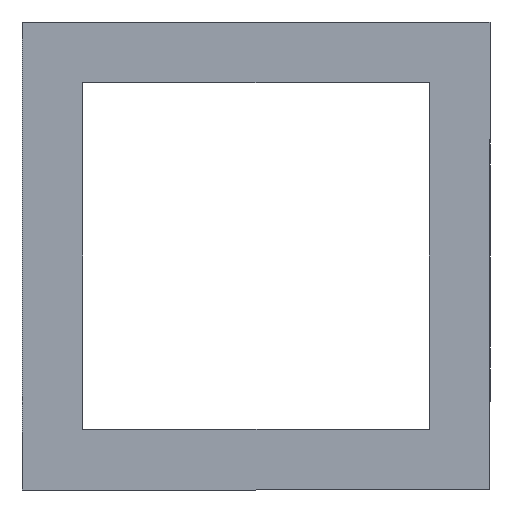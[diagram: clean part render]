
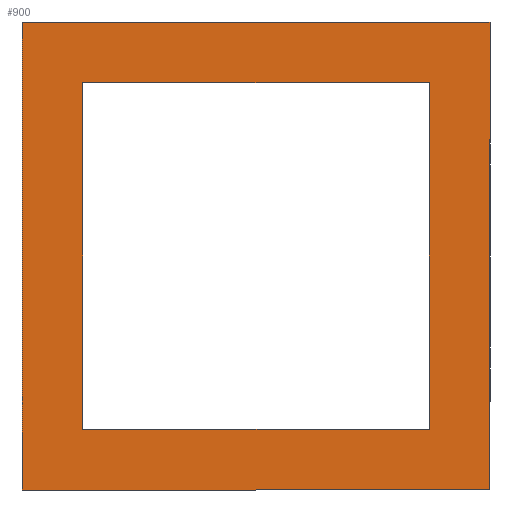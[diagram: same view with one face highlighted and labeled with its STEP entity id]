
A CAD part, front view. The second image highlights one B-rep face of the part: STEP entity #900.
In plain terms, the highlighted planar face has unit normal (0, -1, 0).
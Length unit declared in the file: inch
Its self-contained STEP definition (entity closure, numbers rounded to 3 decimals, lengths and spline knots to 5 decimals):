
#15 = VERTEX_POINT ( 'NONE', #443 ) ;
#17 = VERTEX_POINT ( 'NONE', #540 ) ;
#45 = DIRECTION ( 'NONE',  ( 1., 0., 0. ) ) ;
#139 = LINE ( 'NONE', #1081, #624 ) ;
#152 = CARTESIAN_POINT ( 'NONE',  ( 0.435, 0., 0.065 ) ) ;
#171 = LINE ( 'NONE', #257, #1550 ) ;
#174 = VECTOR ( 'NONE', #1209, 39.37008 ) ;
#220 = DIRECTION ( 'NONE',  ( 0., -1., 0. ) ) ;
#247 = PLANE ( 'NONE',  #1413 ) ;
#257 = CARTESIAN_POINT ( 'NONE',  ( 0.065, 0., 0.065 ) ) ;
#331 = DIRECTION ( 'NONE',  ( 0., 0., 1. ) ) ;
#374 = DIRECTION ( 'NONE',  ( 1., 0., 0. ) ) ;
#376 = DIRECTION ( 'NONE',  ( 0., 0., 1. ) ) ;
#390 = CARTESIAN_POINT ( 'NONE',  ( 0., 0., 0. ) ) ;
#400 = CARTESIAN_POINT ( 'NONE',  ( 0.065, 0., 0.435 ) ) ;
#411 = EDGE_LOOP ( 'NONE', ( #508, #1336, #1108, #642 ) ) ;
#443 = CARTESIAN_POINT ( 'NONE',  ( 0.5, 0., 0.5 ) ) ;
#467 = VECTOR ( 'NONE', #972, 39.37008 ) ;
#475 = VECTOR ( 'NONE', #1010, 39.37008 ) ;
#492 = VERTEX_POINT ( 'NONE', #682 ) ;
#508 = ORIENTED_EDGE ( 'NONE', *, *, #603, .T. ) ;
#535 = VERTEX_POINT ( 'NONE', #1015 ) ;
#540 = CARTESIAN_POINT ( 'NONE',  ( 0.065, 0., 0.435 ) ) ;
#603 = EDGE_CURVE ( 'NONE', #535, #686, #1467, .T. ) ;
#617 = ORIENTED_EDGE ( 'NONE', *, *, #1204, .T. ) ;
#624 = VECTOR ( 'NONE', #725, 39.37008 ) ;
#631 = EDGE_CURVE ( 'NONE', #1462, #787, #645, .T. ) ;
#633 = LINE ( 'NONE', #750, #475 ) ;
#642 = ORIENTED_EDGE ( 'NONE', *, *, #1018, .F. ) ;
#645 = LINE ( 'NONE', #152, #467 ) ;
#682 = CARTESIAN_POINT ( 'NONE',  ( 0.435, 0., 0.435 ) ) ;
#686 = VERTEX_POINT ( 'NONE', #980 ) ;
#723 = VERTEX_POINT ( 'NONE', #1016 ) ;
#725 = DIRECTION ( 'NONE',  ( 1., 0., 0. ) ) ;
#749 = VECTOR ( 'NONE', #45, 39.37008 ) ;
#750 = CARTESIAN_POINT ( 'NONE',  ( 0.435, 0., 0.435 ) ) ;
#787 = VERTEX_POINT ( 'NONE', #1392 ) ;
#799 = ORIENTED_EDGE ( 'NONE', *, *, #1165, .T. ) ;
#877 = LINE ( 'NONE', #1337, #174 ) ;
#882 = LINE ( 'NONE', #400, #749 ) ;
#884 = VECTOR ( 'NONE', #331, 39.37008 ) ;
#900 = ADVANCED_FACE ( 'NONE', ( #1419, #1553 ), #247, .T. ) ;
#972 = DIRECTION ( 'NONE',  ( -1., 0., 0. ) ) ;
#980 = CARTESIAN_POINT ( 'NONE',  ( 0.5, 0., 0. ) ) ;
#1010 = DIRECTION ( 'NONE',  ( 0., 0., -1. ) ) ;
#1012 = EDGE_CURVE ( 'NONE', #723, #15, #139, .T. ) ;
#1015 = CARTESIAN_POINT ( 'NONE',  ( 0., 0., 0. ) ) ;
#1016 = CARTESIAN_POINT ( 'NONE',  ( 0., 0., 0.5 ) ) ;
#1018 = EDGE_CURVE ( 'NONE', #535, #723, #877, .T. ) ;
#1042 = EDGE_LOOP ( 'NONE', ( #799, #1137, #617, #1080 ) ) ;
#1049 = DIRECTION ( 'NONE',  ( 0., 0., -1. ) ) ;
#1080 = ORIENTED_EDGE ( 'NONE', *, *, #1136, .T. ) ;
#1081 = CARTESIAN_POINT ( 'NONE',  ( 0., 0., 0.5 ) ) ;
#1108 = ORIENTED_EDGE ( 'NONE', *, *, #1012, .F. ) ;
#1132 = CARTESIAN_POINT ( 'NONE',  ( 0.5, 0., 0. ) ) ;
#1136 = EDGE_CURVE ( 'NONE', #17, #492, #882, .T. ) ;
#1137 = ORIENTED_EDGE ( 'NONE', *, *, #631, .T. ) ;
#1142 = VECTOR ( 'NONE', #374, 39.37008 ) ;
#1149 = LINE ( 'NONE', #1132, #884 ) ;
#1165 = EDGE_CURVE ( 'NONE', #492, #1462, #633, .T. ) ;
#1186 = CARTESIAN_POINT ( 'NONE',  ( 0.435, 0., 0.065 ) ) ;
#1204 = EDGE_CURVE ( 'NONE', #787, #17, #171, .T. ) ;
#1209 = DIRECTION ( 'NONE',  ( 0., 0., 1. ) ) ;
#1293 = EDGE_CURVE ( 'NONE', #686, #15, #1149, .T. ) ;
#1296 = CARTESIAN_POINT ( 'NONE',  ( 0., 0., 0. ) ) ;
#1336 = ORIENTED_EDGE ( 'NONE', *, *, #1293, .T. ) ;
#1337 = CARTESIAN_POINT ( 'NONE',  ( 0., 0., 0. ) ) ;
#1392 = CARTESIAN_POINT ( 'NONE',  ( 0.065, 0., 0.065 ) ) ;
#1413 = AXIS2_PLACEMENT_3D ( 'NONE', #1296, #220, #1049 ) ;
#1419 = FACE_BOUND ( 'NONE', #1042, .T. ) ;
#1462 = VERTEX_POINT ( 'NONE', #1186 ) ;
#1467 = LINE ( 'NONE', #390, #1142 ) ;
#1550 = VECTOR ( 'NONE', #376, 39.37008 ) ;
#1553 = FACE_OUTER_BOUND ( 'NONE', #411, .T. ) ;
